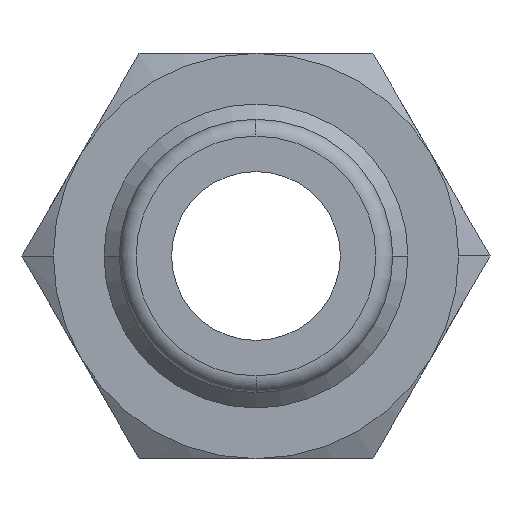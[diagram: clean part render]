
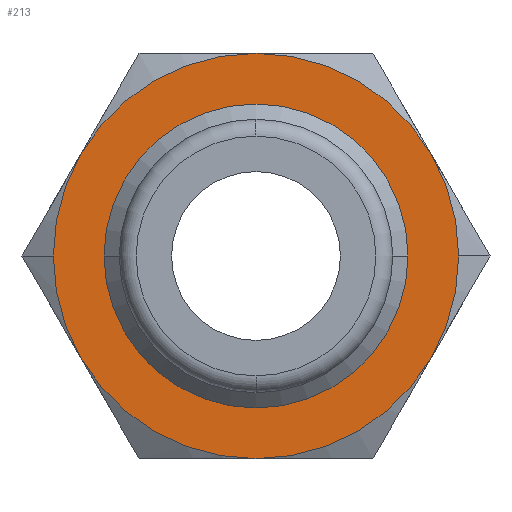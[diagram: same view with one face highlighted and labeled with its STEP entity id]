
A CAD part, front view. The second image highlights one B-rep face of the part: STEP entity #213.
In plain terms, the highlighted planar face has unit normal (0, -1, 0).
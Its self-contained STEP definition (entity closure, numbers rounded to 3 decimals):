
#213=ADVANCED_FACE('',(#456,#457),#458,.T.);
#456=FACE_OUTER_BOUND('',#727,.T.);
#457=FACE_BOUND('',#728,.T.);
#458=PLANE('',#729);
#727=EDGE_LOOP('',(#1255,#1256,#1257,#1258,#1259,#1260,#1261,#1262));
#728=EDGE_LOOP('',(#1263,#1264));
#729=AXIS2_PLACEMENT_3D('',#1265,#1266,#1267);
#1255=ORIENTED_EDGE('',*,*,#1716,.F.);
#1256=ORIENTED_EDGE('',*,*,#1717,.F.);
#1257=ORIENTED_EDGE('',*,*,#1718,.F.);
#1258=ORIENTED_EDGE('',*,*,#1719,.F.);
#1259=ORIENTED_EDGE('',*,*,#1594,.F.);
#1260=ORIENTED_EDGE('',*,*,#1720,.F.);
#1261=ORIENTED_EDGE('',*,*,#1721,.F.);
#1262=ORIENTED_EDGE('',*,*,#1589,.F.);
#1263=ORIENTED_EDGE('',*,*,#1537,.F.);
#1264=ORIENTED_EDGE('',*,*,#1722,.F.);
#1265=CARTESIAN_POINT('',(3.0,14.0,0.0));
#1266=DIRECTION('',(-0.0,-1.0,-0.0));
#1267=DIRECTION('',(-1.0,0.0,0.0));
#1537=EDGE_CURVE('',#1805,#1801,#1807,.T.);
#1589=EDGE_CURVE('',#1889,#1892,#1893,.T.);
#1594=EDGE_CURVE('',#1899,#1897,#1901,.T.);
#1716=EDGE_CURVE('',#2071,#1889,#2072,.T.);
#1717=EDGE_CURVE('',#2073,#2071,#2074,.T.);
#1718=EDGE_CURVE('',#2075,#2073,#2076,.T.);
#1719=EDGE_CURVE('',#1897,#2075,#2077,.T.);
#1720=EDGE_CURVE('',#2078,#1899,#2079,.T.);
#1721=EDGE_CURVE('',#1892,#2078,#2080,.T.);
#1722=EDGE_CURVE('',#1801,#1805,#2081,.T.);
#1801=VERTEX_POINT('',#2172);
#1805=VERTEX_POINT('',#2177);
#1807=CIRCLE('',#2180,4.5);
#1889=VERTEX_POINT('',#2302);
#1892=VERTEX_POINT('',#2306);
#1893=CIRCLE('',#2307,6.0);
#1897=VERTEX_POINT('',#2322);
#1899=VERTEX_POINT('',#2325);
#1901=CIRCLE('',#2338,6.0);
#2071=VERTEX_POINT('',#2794);
#2072=CIRCLE('',#2795,6.0);
#2073=VERTEX_POINT('',#2796);
#2074=CIRCLE('',#2797,6.0);
#2075=VERTEX_POINT('',#2798);
#2076=CIRCLE('',#2799,6.0);
#2077=CIRCLE('',#2800,6.0);
#2078=VERTEX_POINT('',#2801);
#2079=CIRCLE('',#2802,6.0);
#2080=CIRCLE('',#2803,6.0);
#2081=CIRCLE('',#2804,4.5);
#2172=CARTESIAN_POINT('',(4.5,14.0,0.));
#2177=CARTESIAN_POINT('',(-4.5,14.0,0.));
#2180=AXIS2_PLACEMENT_3D('',#3124,#3125,#3126);
#2302=CARTESIAN_POINT('',(6.0,14.0,0.));
#2306=CARTESIAN_POINT('',(5.196,14.0,-3.0));
#2307=AXIS2_PLACEMENT_3D('',#3200,#3201,#3202);
#2322=CARTESIAN_POINT('',(-6.0,14.0,0.));
#2325=CARTESIAN_POINT('',(-5.196,14.0,-3.0));
#2338=AXIS2_PLACEMENT_3D('',#3204,#3205,#3206);
#2794=CARTESIAN_POINT('',(5.196,14.0,3.0));
#2795=AXIS2_PLACEMENT_3D('',#3337,#3338,#3339);
#2796=CARTESIAN_POINT('',(0.,14.0,6.0));
#2797=AXIS2_PLACEMENT_3D('',#3340,#3341,#3342);
#2798=CARTESIAN_POINT('',(-5.196,14.0,3.0));
#2799=AXIS2_PLACEMENT_3D('',#3343,#3344,#3345);
#2800=AXIS2_PLACEMENT_3D('',#3346,#3347,#3348);
#2801=CARTESIAN_POINT('',(0.0,14.0,-6.0));
#2802=AXIS2_PLACEMENT_3D('',#3349,#3350,#3351);
#2803=AXIS2_PLACEMENT_3D('',#3352,#3353,#3354);
#2804=AXIS2_PLACEMENT_3D('',#3355,#3356,#3357);
#3124=CARTESIAN_POINT('',(0.0,14.0,0.0));
#3125=DIRECTION('',(0.0,-1.0,0.0));
#3126=DIRECTION('',(1.0,0.0,0.0));
#3200=CARTESIAN_POINT('',(0.0,14.0,0.0));
#3201=DIRECTION('',(-0.0,1.0,0.0));
#3202=DIRECTION('',(1.0,0.0,0.0));
#3204=CARTESIAN_POINT('',(0.0,14.0,0.0));
#3205=DIRECTION('',(-0.0,1.0,0.0));
#3206=DIRECTION('',(1.0,0.0,0.0));
#3337=CARTESIAN_POINT('',(0.0,14.0,0.0));
#3338=DIRECTION('',(-0.0,1.0,0.0));
#3339=DIRECTION('',(1.0,0.0,0.0));
#3340=CARTESIAN_POINT('',(0.0,14.0,0.0));
#3341=DIRECTION('',(-0.0,1.0,0.0));
#3342=DIRECTION('',(1.0,0.0,0.0));
#3343=CARTESIAN_POINT('',(0.0,14.0,0.0));
#3344=DIRECTION('',(-0.0,1.0,0.0));
#3345=DIRECTION('',(1.0,0.0,0.0));
#3346=CARTESIAN_POINT('',(0.0,14.0,0.0));
#3347=DIRECTION('',(-0.0,1.0,0.0));
#3348=DIRECTION('',(1.0,0.0,0.0));
#3349=CARTESIAN_POINT('',(0.0,14.0,0.0));
#3350=DIRECTION('',(-0.0,1.0,0.0));
#3351=DIRECTION('',(1.0,0.0,0.0));
#3352=CARTESIAN_POINT('',(0.0,14.0,0.0));
#3353=DIRECTION('',(-0.0,1.0,0.0));
#3354=DIRECTION('',(1.0,0.0,0.0));
#3355=CARTESIAN_POINT('',(0.0,14.0,0.0));
#3356=DIRECTION('',(0.0,-1.0,0.0));
#3357=DIRECTION('',(1.0,0.0,0.0));
